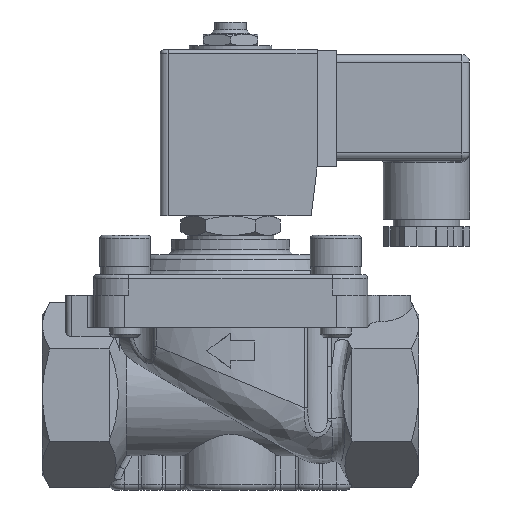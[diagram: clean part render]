
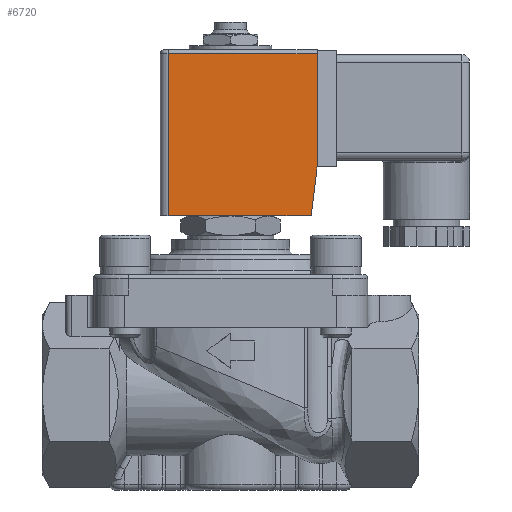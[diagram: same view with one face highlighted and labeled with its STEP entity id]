
A CAD part, left-side view. The second image highlights one B-rep face of the part: STEP entity #6720.
In plain terms, the highlighted planar face has unit normal (-1, 0, 0).
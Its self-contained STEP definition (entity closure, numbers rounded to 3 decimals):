
#347=LINE('',#10312,#712);
#366=LINE('',#10374,#731);
#367=LINE('',#10377,#732);
#368=LINE('',#10379,#733);
#369=LINE('',#10380,#734);
#712=VECTOR('',#8201,36.479);
#731=VECTOR('',#8258,12.592);
#732=VECTOR('',#8261,28.9);
#733=VECTOR('',#8262,38.);
#734=VECTOR('',#8263,41.4);
#1570=PLANE('',#7199);
#1835=FACE_OUTER_BOUND('',#2253,.T.);
#2253=EDGE_LOOP('',(#4995,#4996,#4997,#4998,#4999));
#3104=VERTEX_POINT('',#10309);
#3105=VERTEX_POINT('',#10311);
#3129=VERTEX_POINT('',#10372);
#3130=VERTEX_POINT('',#10376);
#3131=VERTEX_POINT('',#10378);
#3802=EDGE_CURVE('',#3105,#3104,#347,.T.);
#3834=EDGE_CURVE('',#3104,#3129,#366,.T.);
#3835=EDGE_CURVE('',#3129,#3130,#367,.T.);
#3836=EDGE_CURVE('',#3131,#3130,#368,.T.);
#3837=EDGE_CURVE('',#3105,#3131,#369,.T.);
#4995=ORIENTED_EDGE('',*,*,#3834,.T.);
#4996=ORIENTED_EDGE('',*,*,#3835,.T.);
#4997=ORIENTED_EDGE('',*,*,#3836,.F.);
#4998=ORIENTED_EDGE('',*,*,#3837,.F.);
#4999=ORIENTED_EDGE('',*,*,#3802,.T.);
#6720=ADVANCED_FACE('',(#1835),#1570,.T.);
#7199=AXIS2_PLACEMENT_3D('',#10375,#8259,#8260);
#8201=DIRECTION('',(0.,-1.,0.));
#8258=DIRECTION('',(0.,-0.121,0.993));
#8259=DIRECTION('center_axis',(-1.,0.,0.));
#8260=DIRECTION('ref_axis',(0.,0.,1.));
#8261=DIRECTION('',(0.,0.,1.));
#8262=DIRECTION('',(0.,-1.,0.));
#8263=DIRECTION('',(0.,0.,1.));
#10309=CARTESIAN_POINT('',(-18.,-20.579,45.75));
#10311=CARTESIAN_POINT('',(-18.,15.9,45.75));
#10312=CARTESIAN_POINT('',(-18.,17.9,45.75));
#10372=CARTESIAN_POINT('',(-18.,-22.1,58.25));
#10374=CARTESIAN_POINT('',(-18.,-21.35,52.091));
#10375=CARTESIAN_POINT('Origin',(-18.,-22.1,45.75));
#10376=CARTESIAN_POINT('',(-18.,-22.1,87.15));
#10377=CARTESIAN_POINT('',(-18.,-22.1,45.75));
#10378=CARTESIAN_POINT('',(-18.,15.9,87.15));
#10379=CARTESIAN_POINT('',(-18.,-12.1,87.15));
#10380=CARTESIAN_POINT('',(-18.,15.9,45.75));
